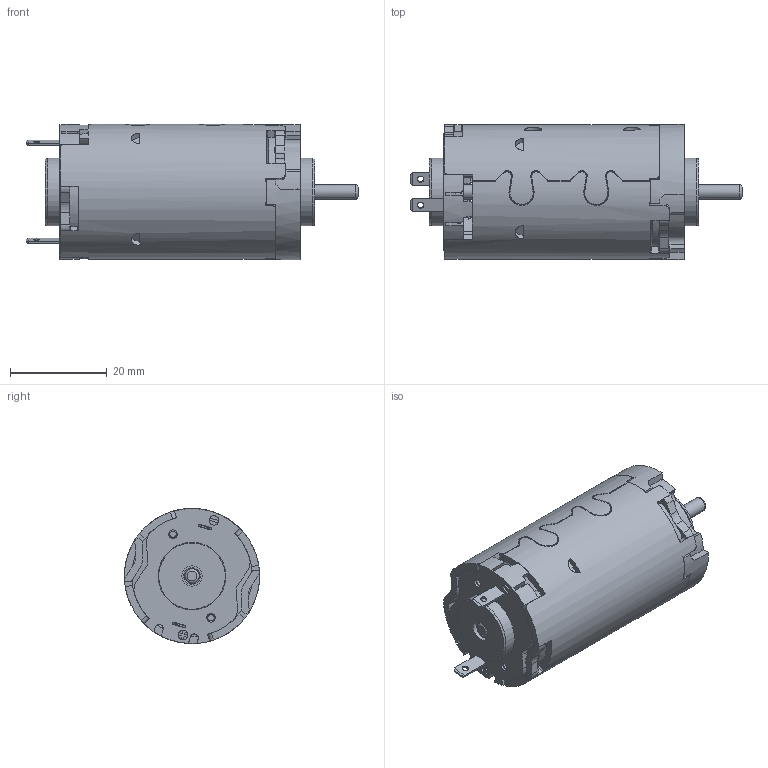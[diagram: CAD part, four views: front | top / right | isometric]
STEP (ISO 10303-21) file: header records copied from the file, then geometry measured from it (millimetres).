
FILE_DESCRIPTION(/* description */ (''),/* implementation_level */ '2;1');
FILE_NAME(/* name */ 'M28x20.stp',/* time_stamp */ '2015-05-28T08:25:28+02:00',/* author */ ('SL'),/* organization */ ('Kählig Antriebstechnig GmbH'),/* preprocessor_version */ 'ST-DEVELOPER v15',/* originating_system */ 'SIEMENS PLM Software NX 8.5',/* authorisation */ 'Weitergabe an Dritte ist nicht gestattet');
FILE_SCHEMA (('AUTOMOTIVE_DESIGN { 1 0 10303 214 3 1 1 1 }'));
Length unit declared in the file: millimetre
Products named in the file (1): M28x20_stp
Bounding box: 68.8 x 27.98 x 27.99 mm (x, y, z)
Volume: 10086.1 mm3; surface area: 14764.3 mm2
Topology: 14 solids, 14 shells, 1449 faces, 3751 edges, 2365 vertices
Faces by surface type: plane 869, cylinder 402, cone 59, torus 45, extrusion 44, sphere 15, bspline 15
Full cylindrical faces by diameter (mm): 1 x1, 1.2 x1, 1.35 x2, 1.6 x2, 1.8 x2, 2 x4, 2.2 x2, 2.4 x6, 2.5 x6, 3 x6, 4.2 x1, 4.5 x1, 8.2 x2, 10 x1, 14 x2
Entity records: 48042 total; most frequent: CARTESIAN_POINT 12754, ORIENTED_EDGE 7442, DIRECTION 7319, EDGE_CURVE 3721, AXIS2_PLACEMENT_3D 2672, VERTEX_POINT 2358, VECTOR 1975, LINE 1931
